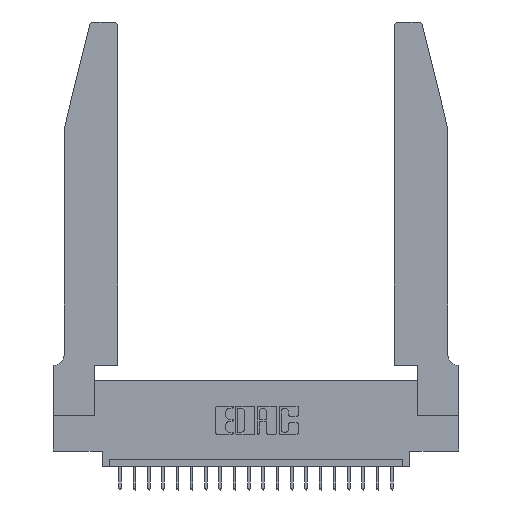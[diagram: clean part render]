
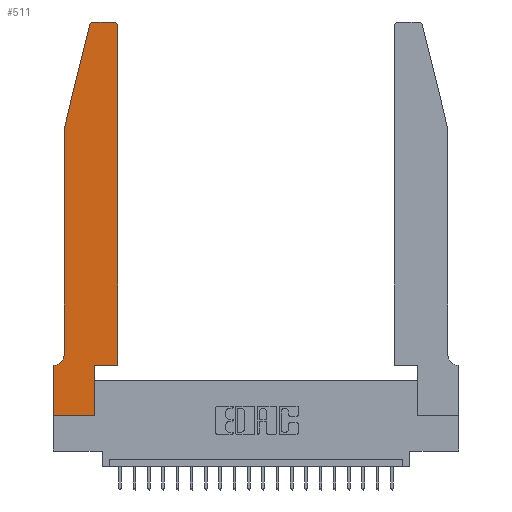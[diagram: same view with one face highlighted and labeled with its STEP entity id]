
A CAD part, top view. The second image highlights one B-rep face of the part: STEP entity #511.
In plain terms, the highlighted planar face has unit normal (0, 0, 1).
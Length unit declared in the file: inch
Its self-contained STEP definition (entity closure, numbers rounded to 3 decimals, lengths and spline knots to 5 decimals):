
#129 = CIRCLE ( 'NONE', #19196, 0.03 ) ;
#276 = LINE ( 'NONE', #15327, #5264 ) ;
#379 = CIRCLE ( 'NONE', #18941, 0.07 ) ;
#511 = ADVANCED_FACE ( 'NONE', ( #14706 ), #4385, .T. ) ;
#1089 = EDGE_CURVE ( 'NONE', #4586, #15788, #10597, .T. ) ;
#1136 = DIRECTION ( 'NONE',  ( 0., 1., 0. ) ) ;
#1288 = VECTOR ( 'NONE', #1442, 39.37008 ) ;
#1442 = DIRECTION ( 'NONE',  ( 0., -1., 0. ) ) ;
#1482 = CARTESIAN_POINT ( 'NONE',  ( 0., 0., 0.37 ) ) ;
#1799 = EDGE_CURVE ( 'NONE', #9923, #18243, #20339, .T. ) ;
#1837 = ORIENTED_EDGE ( 'NONE', *, *, #1089, .T. ) ;
#2909 = ORIENTED_EDGE ( 'NONE', *, *, #2953, .T. ) ;
#2953 = EDGE_CURVE ( 'NONE', #4085, #21206, #19468, .T. ) ;
#3166 = EDGE_CURVE ( 'NONE', #15788, #15052, #6366, .T. ) ;
#3369 = EDGE_CURVE ( 'NONE', #12604, #6215, #4474, .T. ) ;
#4085 = VERTEX_POINT ( 'NONE', #19600 ) ;
#4385 = PLANE ( 'NONE',  #12992 ) ;
#4474 = LINE ( 'NONE', #1482, #11055 ) ;
#4557 = CARTESIAN_POINT ( 'NONE',  ( 0.2865, 0.35, 0.37 ) ) ;
#4586 = VERTEX_POINT ( 'NONE', #22838 ) ;
#5264 = VECTOR ( 'NONE', #8340, 39.37008 ) ;
#5714 = LINE ( 'NONE', #17295, #7637 ) ;
#5893 = VECTOR ( 'NONE', #14414, 39.37008 ) ;
#6059 = AXIS2_PLACEMENT_3D ( 'NONE', #18421, #9541, #21993 ) ;
#6161 = CARTESIAN_POINT ( 'NONE',  ( 0.2865, 0., 0.37 ) ) ;
#6170 = CARTESIAN_POINT ( 'NONE',  ( 0.2605, 2.75, 0.37 ) ) ;
#6215 = VERTEX_POINT ( 'NONE', #6161 ) ;
#6366 = CIRCLE ( 'NONE', #6059, 0.03 ) ;
#6403 = VECTOR ( 'NONE', #8740, 39.37008 ) ;
#6532 = EDGE_CURVE ( 'NONE', #7704, #4085, #129, .T. ) ;
#7063 = CARTESIAN_POINT ( 'NONE',  ( 0.284, 2.72, 0.37 ) ) ;
#7595 = DIRECTION ( 'NONE',  ( 0., 0., 1. ) ) ;
#7637 = VECTOR ( 'NONE', #1136, 39.37008 ) ;
#7704 = VERTEX_POINT ( 'NONE', #21650 ) ;
#7851 = ORIENTED_EDGE ( 'NONE', *, *, #1799, .T. ) ;
#8179 = EDGE_CURVE ( 'NONE', #18243, #12604, #8447, .T. ) ;
#8340 = DIRECTION ( 'NONE',  ( 0., -1., 0. ) ) ;
#8447 = LINE ( 'NONE', #10533, #1288 ) ;
#8563 = EDGE_LOOP ( 'NONE', ( #19897, #22121, #2909, #10105, #18958, #7851, #17016, #20110, #16775, #8569, #1837, #21649 ) ) ;
#8569 = ORIENTED_EDGE ( 'NONE', *, *, #13238, .T. ) ;
#8586 = CARTESIAN_POINT ( 'NONE',  ( 0.0755, 0.35, 0.37 ) ) ;
#8740 = DIRECTION ( 'NONE',  ( -1., 0., 0. ) ) ;
#8868 = DIRECTION ( 'NONE',  ( 1., 0., 0. ) ) ;
#8923 = DIRECTION ( 'NONE',  ( -1., 0., 0. ) ) ;
#8974 = CARTESIAN_POINT ( 'NONE',  ( 0., 0.35, 0.37 ) ) ;
#9541 = DIRECTION ( 'NONE',  ( 0., 0., 1. ) ) ;
#9923 = VERTEX_POINT ( 'NONE', #19004 ) ;
#10105 = ORIENTED_EDGE ( 'NONE', *, *, #22891, .T. ) ;
#10533 = CARTESIAN_POINT ( 'NONE',  ( 0., 0., 0.37 ) ) ;
#10597 = LINE ( 'NONE', #12658, #5893 ) ;
#11055 = VECTOR ( 'NONE', #8868, 39.37008 ) ;
#11866 = CARTESIAN_POINT ( 'NONE',  ( 0.0755, 2., 0.37 ) ) ;
#12047 = DIRECTION ( 'NONE',  ( -0.239, -0.971, 0. ) ) ;
#12604 = VERTEX_POINT ( 'NONE', #21534 ) ;
#12658 = CARTESIAN_POINT ( 'NONE',  ( 0.4505, 0.35, 0.37 ) ) ;
#12895 = DIRECTION ( 'NONE',  ( 1., 0., 0. ) ) ;
#12992 = AXIS2_PLACEMENT_3D ( 'NONE', #13286, #16745, #15115 ) ;
#13006 = DIRECTION ( 'NONE',  ( -1., 0., 0. ) ) ;
#13238 = EDGE_CURVE ( 'NONE', #14673, #4586, #14085, .T. ) ;
#13269 = CARTESIAN_POINT ( 'NONE',  ( 0.4505, 0.35, 0.37 ) ) ;
#13286 = CARTESIAN_POINT ( 'NONE',  ( 0., 0.35, 0.37 ) ) ;
#14085 = LINE ( 'NONE', #13269, #14905 ) ;
#14414 = DIRECTION ( 'NONE',  ( 0., 1., 0. ) ) ;
#14673 = VERTEX_POINT ( 'NONE', #4557 ) ;
#14706 = FACE_OUTER_BOUND ( 'NONE', #8563, .T. ) ;
#14905 = VECTOR ( 'NONE', #20273, 39.37008 ) ;
#15052 = VERTEX_POINT ( 'NONE', #18445 ) ;
#15115 = DIRECTION ( 'NONE',  ( 1., 0., 0. ) ) ;
#15327 = CARTESIAN_POINT ( 'NONE',  ( 0.0755, 2., 0.37 ) ) ;
#15693 = EDGE_CURVE ( 'NONE', #6215, #14673, #5714, .T. ) ;
#15788 = VERTEX_POINT ( 'NONE', #18415 ) ;
#16130 = DIRECTION ( 'NONE',  ( 0., 0., -1. ) ) ;
#16636 = VECTOR ( 'NONE', #13006, 39.37008 ) ;
#16745 = DIRECTION ( 'NONE',  ( 0., 0., 1. ) ) ;
#16775 = ORIENTED_EDGE ( 'NONE', *, *, #15693, .T. ) ;
#17016 = ORIENTED_EDGE ( 'NONE', *, *, #8179, .T. ) ;
#17295 = CARTESIAN_POINT ( 'NONE',  ( 0.2865, 0.35, 0.37 ) ) ;
#17630 = EDGE_CURVE ( 'NONE', #18286, #9923, #379, .T. ) ;
#17792 = CARTESIAN_POINT ( 'NONE',  ( 0.0055, 0.42, 0.37 ) ) ;
#17919 = CARTESIAN_POINT ( 'NONE',  ( 0.0755, 0.42, 0.37 ) ) ;
#18243 = VERTEX_POINT ( 'NONE', #8974 ) ;
#18286 = VERTEX_POINT ( 'NONE', #17919 ) ;
#18415 = CARTESIAN_POINT ( 'NONE',  ( 0.4505, 2.72, 0.37 ) ) ;
#18421 = CARTESIAN_POINT ( 'NONE',  ( 0.4205, 2.72, 0.37 ) ) ;
#18445 = CARTESIAN_POINT ( 'NONE',  ( 0.4205, 2.75, 0.37 ) ) ;
#18898 = VECTOR ( 'NONE', #12047, 39.37008 ) ;
#18941 = AXIS2_PLACEMENT_3D ( 'NONE', #17792, #16130, #8923 ) ;
#18958 = ORIENTED_EDGE ( 'NONE', *, *, #17630, .T. ) ;
#19004 = CARTESIAN_POINT ( 'NONE',  ( 0.0055, 0.35, 0.37 ) ) ;
#19154 = EDGE_CURVE ( 'NONE', #15052, #7704, #21951, .T. ) ;
#19196 = AXIS2_PLACEMENT_3D ( 'NONE', #7063, #7595, #12895 ) ;
#19468 = LINE ( 'NONE', #22692, #18898 ) ;
#19600 = CARTESIAN_POINT ( 'NONE',  ( 0.25487, 2.72718, 0.37 ) ) ;
#19897 = ORIENTED_EDGE ( 'NONE', *, *, #19154, .T. ) ;
#20110 = ORIENTED_EDGE ( 'NONE', *, *, #3369, .T. ) ;
#20273 = DIRECTION ( 'NONE',  ( 1., 0., 0. ) ) ;
#20339 = LINE ( 'NONE', #8586, #6403 ) ;
#21206 = VERTEX_POINT ( 'NONE', #11866 ) ;
#21534 = CARTESIAN_POINT ( 'NONE',  ( 0., 0., 0.37 ) ) ;
#21649 = ORIENTED_EDGE ( 'NONE', *, *, #3166, .T. ) ;
#21650 = CARTESIAN_POINT ( 'NONE',  ( 0.284, 2.75, 0.37 ) ) ;
#21951 = LINE ( 'NONE', #6170, #16636 ) ;
#21993 = DIRECTION ( 'NONE',  ( 1., 0., 0. ) ) ;
#22121 = ORIENTED_EDGE ( 'NONE', *, *, #6532, .T. ) ;
#22692 = CARTESIAN_POINT ( 'NONE',  ( 0.0755, 2., 0.37 ) ) ;
#22838 = CARTESIAN_POINT ( 'NONE',  ( 0.4505, 0.35, 0.37 ) ) ;
#22891 = EDGE_CURVE ( 'NONE', #21206, #18286, #276, .T. ) ;
